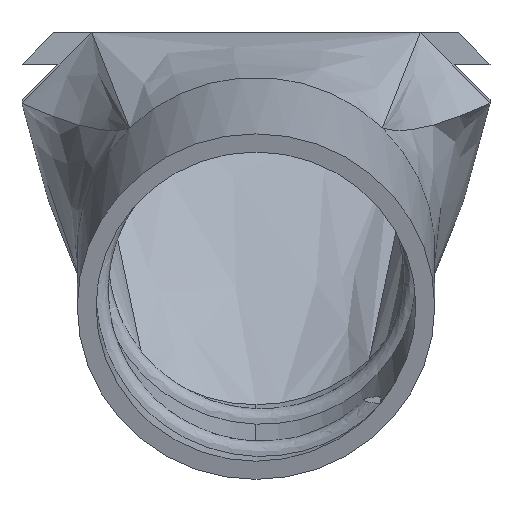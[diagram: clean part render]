
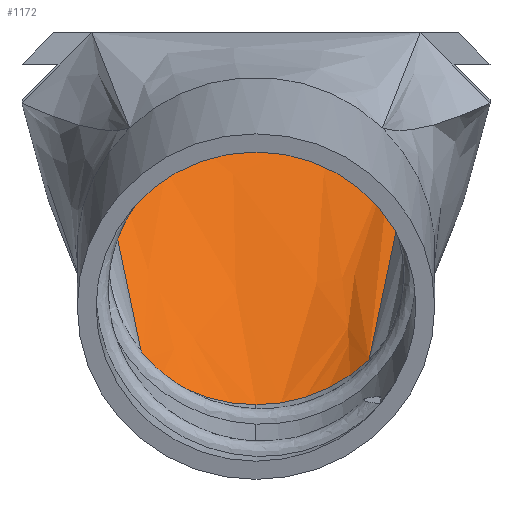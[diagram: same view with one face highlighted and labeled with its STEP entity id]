
A CAD part, top view. The second image highlights one B-rep face of the part: STEP entity #1172.
In plain terms, the highlighted free-form (B-spline) face has degree [3, 3] with [6, 4] control points.
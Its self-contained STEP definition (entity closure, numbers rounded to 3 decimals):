
#28=B_SPLINE_SURFACE_WITH_KNOTS('',3,3,((#2411,#2412,#2413,#2414),(#2415,
#2416,#2417,#2418),(#2419,#2420,#2421,#2422),(#2423,#2424,#2425,#2426),
(#2427,#2428,#2429,#2430),(#2431,#2432,#2433,#2434)),.UNSPECIFIED.,.F.,
 .F.,.F.,(4,1,1,4),(4,4),(0.,0.286,0.571,1.),(0.,
1.),.UNSPECIFIED.);
#122=FACE_OUTER_BOUND('',#189,.T.);
#189=EDGE_LOOP('',(#1034,#1035,#1036,#1037,#1038));
#206=CIRCLE('',#1194,12.75);
#229=CIRCLE('',#1251,12.75);
#349=LINE('',#2383,#466);
#352=LINE('',#2436,#469);
#353=LINE('',#2437,#470);
#466=VECTOR('',#1495,32.529);
#469=VECTOR('',#1498,10.);
#470=VECTOR('',#1499,32.529);
#499=VERTEX_POINT('',#1596);
#501=VERTEX_POINT('',#1599);
#582=VERTEX_POINT('',#2187);
#592=VERTEX_POINT('',#2376);
#594=VERTEX_POINT('',#2435);
#611=EDGE_CURVE('',#499,#501,#206,.T.);
#728=EDGE_CURVE('',#582,#499,#229,.T.);
#746=EDGE_CURVE('',#582,#592,#349,.T.);
#749=EDGE_CURVE('',#594,#592,#352,.T.);
#750=EDGE_CURVE('',#501,#594,#353,.T.);
#1034=ORIENTED_EDGE('',*,*,#728,.F.);
#1035=ORIENTED_EDGE('',*,*,#746,.T.);
#1036=ORIENTED_EDGE('',*,*,#749,.F.);
#1037=ORIENTED_EDGE('',*,*,#750,.F.);
#1038=ORIENTED_EDGE('',*,*,#611,.F.);
#1172=ADVANCED_FACE('',(#122),#28,.F.);
#1194=AXIS2_PLACEMENT_3D('',#1600,#1285,#1286);
#1251=AXIS2_PLACEMENT_3D('',#2189,#1476,#1477);
#1285=DIRECTION('center_axis',(0.,0.259,-0.966));
#1286=DIRECTION('ref_axis',(0.,0.966,0.259));
#1476=DIRECTION('center_axis',(0.,0.259,-0.966));
#1477=DIRECTION('ref_axis',(0.,0.966,0.259));
#1495=DIRECTION('',(0.154,0.735,-0.66));
#1498=DIRECTION('',(1.,0.,0.));
#1499=DIRECTION('',(-0.154,0.735,-0.66));
#1596=CARTESIAN_POINT('',(0.,-24.022,43.508));
#1599=CARTESIAN_POINT('',(-9.016,-20.415,44.474));
#1600=CARTESIAN_POINT('Origin',(0.,-11.706,
46.807));
#2187=CARTESIAN_POINT('',(9.016,-20.415,44.474));
#2189=CARTESIAN_POINT('Origin',(0.,-11.706,
46.807));
#2376=CARTESIAN_POINT('',(14.025,3.5,22.999));
#2383=CARTESIAN_POINT('',(9.016,-20.415,44.474));
#2411=CARTESIAN_POINT('Ctrl Pts',(9.016,-20.415,44.474));
#2412=CARTESIAN_POINT('Ctrl Pts',(10.685,-12.443,37.316));
#2413=CARTESIAN_POINT('Ctrl Pts',(12.355,-4.472,30.158));
#2414=CARTESIAN_POINT('Ctrl Pts',(14.025,3.5,22.999));
#2415=CARTESIAN_POINT('Ctrl Pts',(7.667,-21.717,44.125));
#2416=CARTESIAN_POINT('Ctrl Pts',(8.896,-13.311,37.083));
#2417=CARTESIAN_POINT('Ctrl Pts',(10.125,-4.907,30.041));
#2418=CARTESIAN_POINT('Ctrl Pts',(11.354,3.5,22.999));
#2419=CARTESIAN_POINT('Ctrl Pts',(4.359,-23.721,43.588));
#2420=CARTESIAN_POINT('Ctrl Pts',(4.91,-14.645,36.726));
#2421=CARTESIAN_POINT('Ctrl Pts',(5.459,-5.575,29.862));
#2422=CARTESIAN_POINT('Ctrl Pts',(6.011,3.5,22.999));
#2423=CARTESIAN_POINT('Ctrl Pts',(-2.452,-24.474,43.386));
#2424=CARTESIAN_POINT('Ctrl Pts',(-2.748,-15.15,36.59));
#2425=CARTESIAN_POINT('Ctrl Pts',(-3.043,-5.824,29.795));
#2426=CARTESIAN_POINT('Ctrl Pts',(-3.339,3.5,22.999));
#2427=CARTESIAN_POINT('Ctrl Pts',(-6.993,-22.369,43.95));
#2428=CARTESIAN_POINT('Ctrl Pts',(-7.999,-13.742,36.968));
#2429=CARTESIAN_POINT('Ctrl Pts',(-9.012,-5.127,29.982));
#2430=CARTESIAN_POINT('Ctrl Pts',(-10.018,3.5,22.999));
#2431=CARTESIAN_POINT('Ctrl Pts',(-9.016,-20.415,44.474));
#2432=CARTESIAN_POINT('Ctrl Pts',(-10.685,-12.443,37.316));
#2433=CARTESIAN_POINT('Ctrl Pts',(-12.355,-4.472,30.158));
#2434=CARTESIAN_POINT('Ctrl Pts',(-14.025,3.5,22.999));
#2435=CARTESIAN_POINT('',(-14.025,3.5,22.999));
#2436=CARTESIAN_POINT('',(0.,3.5,22.999));
#2437=CARTESIAN_POINT('',(-9.016,-20.415,44.474));
